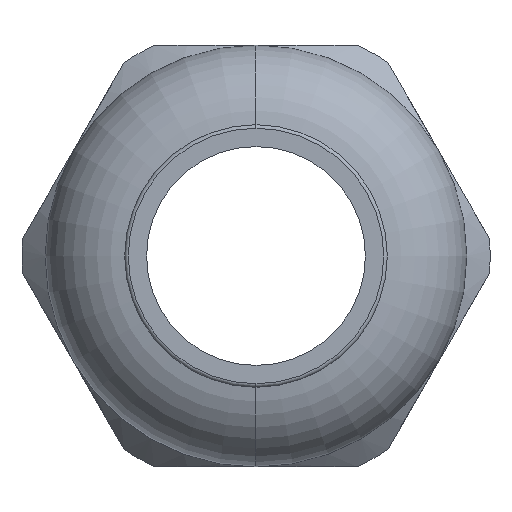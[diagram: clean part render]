
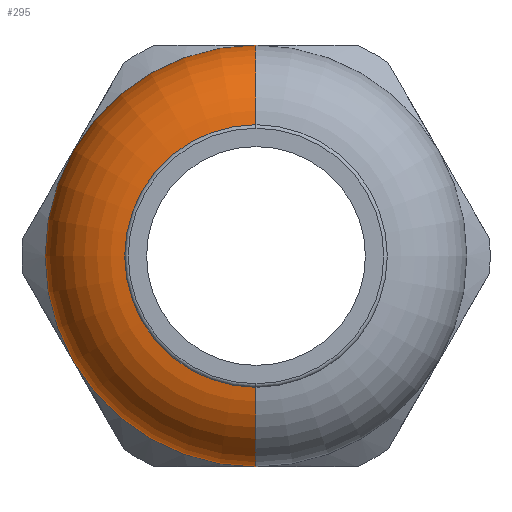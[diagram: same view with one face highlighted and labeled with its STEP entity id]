
A CAD part, left-side view. The second image highlights one B-rep face of the part: STEP entity #295.
In plain terms, the highlighted toroidal (fillet/blend) face has major radius 7.874 mm and minor radius 5.588 mm.
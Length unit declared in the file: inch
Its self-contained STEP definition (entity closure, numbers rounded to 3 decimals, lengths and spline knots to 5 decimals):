
#275 = ORIENTED_EDGE ( 'NONE', *, *, #276, .T. ) ;
#276 = EDGE_CURVE ( 'NONE', #292, #293, #1231, .T. ) ;
#277 = ORIENTED_EDGE ( 'NONE', *, *, #278, .F. ) ;
#278 = EDGE_CURVE ( 'NONE', #289, #293, #1288, .T. ) ;
#288 = EDGE_CURVE ( 'NONE', #297, #289, #1265, .T. ) ;
#289 = VERTEX_POINT ( 'NONE', #1260 ) ;
#290 = ORIENTED_EDGE ( 'NONE', *, *, #291, .T. ) ;
#291 = EDGE_CURVE ( 'NONE', #297, #292, #1322, .T. ) ;
#292 = VERTEX_POINT ( 'NONE', #1317 ) ;
#293 = VERTEX_POINT ( 'NONE', #1316 ) ;
#295 = ADVANCED_FACE ( 'NONE', ( #1310 ), #1309, .T. ) ;
#296 = ORIENTED_EDGE ( 'NONE', *, *, #288, .F. ) ;
#297 = VERTEX_POINT ( 'NONE', #1304 ) ;
#1229 = DIRECTION ( 'NONE',  ( 1., 0., 0. ) ) ;
#1230 = AXIS2_PLACEMENT_3D ( 'NONE', #1237, #1229, #1289 ) ;
#1231 = CIRCLE ( 'NONE', #1230, 0.33 ) ;
#1237 = CARTESIAN_POINT ( 'NONE',  ( -1.41, 0., 0. ) ) ;
#1260 = CARTESIAN_POINT ( 'NONE',  ( -1.19091, 0., 0.53 ) ) ;
#1261 = DIRECTION ( 'NONE',  ( 0., 0., 1. ) ) ;
#1262 = DIRECTION ( 'NONE',  ( 1., 0., 0. ) ) ;
#1263 = CARTESIAN_POINT ( 'NONE',  ( -1.19091, 0., 0. ) ) ;
#1264 = AXIS2_PLACEMENT_3D ( 'NONE', #1263, #1262, #1261 ) ;
#1265 = CIRCLE ( 'NONE', #1264, 0.53 ) ;
#1284 = DIRECTION ( 'NONE',  ( 0., 0., -1. ) ) ;
#1285 = DIRECTION ( 'NONE',  ( 0., -1., 0. ) ) ;
#1286 = CARTESIAN_POINT ( 'NONE',  ( -1.19091, 0., 0.31 ) ) ;
#1287 = AXIS2_PLACEMENT_3D ( 'NONE', #1286, #1285, #1284 ) ;
#1288 = CIRCLE ( 'NONE', #1287, 0.22 ) ;
#1289 = DIRECTION ( 'NONE',  ( 0., 0., -1. ) ) ;
#1304 = CARTESIAN_POINT ( 'NONE',  ( -1.19091, 0., -0.53 ) ) ;
#1305 = DIRECTION ( 'NONE',  ( 0., 0., 1. ) ) ;
#1306 = DIRECTION ( 'NONE',  ( -1., 0., 0. ) ) ;
#1307 = CARTESIAN_POINT ( 'NONE',  ( -1.19091, 0., 0. ) ) ;
#1308 = AXIS2_PLACEMENT_3D ( 'NONE', #1307, #1306, #1305 ) ;
#1309 = TOROIDAL_SURFACE ( 'NONE', #1308, 0.31, 0.22 ) ;
#1310 = FACE_OUTER_BOUND ( 'NONE', #3265, .T. ) ;
#1316 = CARTESIAN_POINT ( 'NONE',  ( -1.41, 0., 0.33 ) ) ;
#1317 = CARTESIAN_POINT ( 'NONE',  ( -1.41, 0., -0.33 ) ) ;
#1318 = DIRECTION ( 'NONE',  ( 0., 0., 1. ) ) ;
#1319 = DIRECTION ( 'NONE',  ( 0., 1., 0. ) ) ;
#1320 = CARTESIAN_POINT ( 'NONE',  ( -1.19091, 0., -0.31 ) ) ;
#1321 = AXIS2_PLACEMENT_3D ( 'NONE', #1320, #1319, #1318 ) ;
#1322 = CIRCLE ( 'NONE', #1321, 0.22 ) ;
#3265 = EDGE_LOOP ( 'NONE', ( #296, #290, #275, #277 ) ) ;
